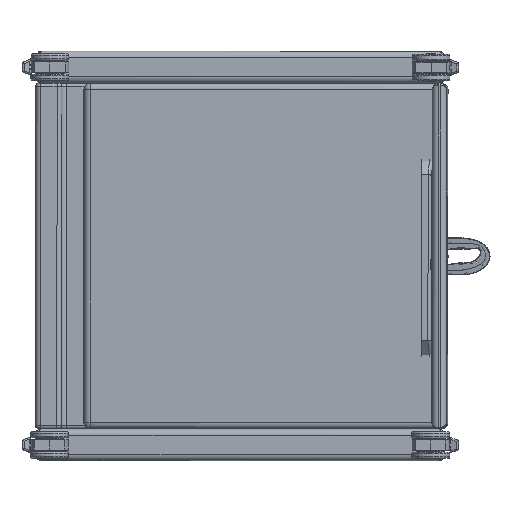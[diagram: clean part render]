
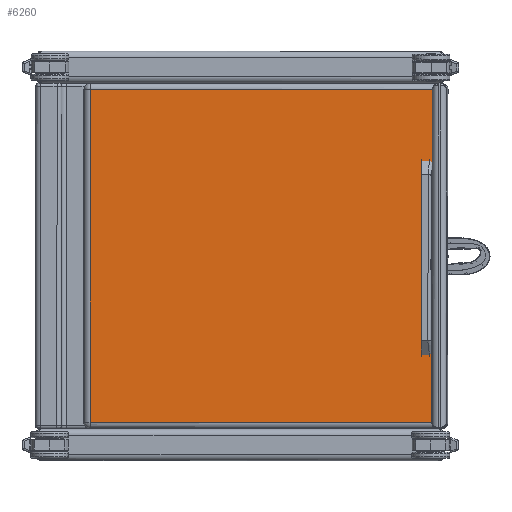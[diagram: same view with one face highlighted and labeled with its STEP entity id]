
A CAD part, front view. The second image highlights one B-rep face of the part: STEP entity #6260.
In plain terms, the highlighted face is planar.
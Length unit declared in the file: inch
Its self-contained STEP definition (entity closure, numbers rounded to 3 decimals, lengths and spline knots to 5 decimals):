
#278=B_SPLINE_CURVE_WITH_KNOTS('',3,(#12210,#12211,#12212,#12213,#12214,
#12215,#12216),.UNSPECIFIED.,.F.,.F.,(4,1,1,1,4),(0.00705,23.5929,
25.95149,28.31007,66.04744),.UNSPECIFIED.);
#488=PLANE('',#7053);
#698=LINE('',#12187,#1036);
#701=LINE('',#12206,#1039);
#702=LINE('',#12217,#1040);
#1036=VECTOR('',#8456,0.3937);
#1039=VECTOR('',#8483,0.3937);
#1040=VECTOR('',#8488,0.3937);
#1599=FACE_OUTER_BOUND('',#2042,.T.);
#2042=EDGE_LOOP('',(#5079,#5080,#5081,#5082));
#2999=VERTEX_POINT('',#12182);
#3000=VERTEX_POINT('',#12185);
#3004=VERTEX_POINT('',#12205);
#3005=VERTEX_POINT('',#12209);
#3734=EDGE_CURVE('',#3000,#2999,#698,.T.);
#3743=EDGE_CURVE('',#2999,#3004,#701,.T.);
#3745=EDGE_CURVE('',#3005,#3000,#278,.T.);
#3746=EDGE_CURVE('',#3004,#3005,#702,.T.);
#5079=ORIENTED_EDGE('',*,*,#3734,.F.);
#5080=ORIENTED_EDGE('',*,*,#3745,.F.);
#5081=ORIENTED_EDGE('',*,*,#3746,.F.);
#5082=ORIENTED_EDGE('',*,*,#3743,.F.);
#6260=ADVANCED_FACE('',(#1599),#488,.T.);
#7053=AXIS2_PLACEMENT_3D('',#12208,#8486,#8487);
#8456=DIRECTION('',(1.,0.,0.));
#8483=DIRECTION('',(0.,1.,0.));
#8486=DIRECTION('center_axis',(0.,0.,-1.));
#8487=DIRECTION('ref_axis',(-1.,0.,0.));
#8488=DIRECTION('',(-1.,0.,0.));
#12182=CARTESIAN_POINT('',(13.625,-12.875,-2.5));
#12185=CARTESIAN_POINT('',(-13.73644,-12.875,-2.5));
#12187=CARTESIAN_POINT('',(-7.0625,-12.875,-2.5));
#12205=CARTESIAN_POINT('',(13.625,13.125,-2.5));
#12206=CARTESIAN_POINT('',(13.625,-6.5625,-2.5));
#12208=CARTESIAN_POINT('Origin',(0.,0.,-2.5));
#12209=CARTESIAN_POINT('',(-13.73783,13.125,-2.5));
#12210=CARTESIAN_POINT('Ctrl Pts',(-13.73783,13.125,-2.5));
#12211=CARTESIAN_POINT('Ctrl Pts',(-13.72057,10.02979,-2.5));
#12212=CARTESIAN_POINT('Ctrl Pts',(-13.70576,6.62504,-2.5));
#12213=CARTESIAN_POINT('Ctrl Pts',(-13.69962,2.91073,-2.5));
#12214=CARTESIAN_POINT('Ctrl Pts',(-13.69192,-2.66073,
-2.5));
#12215=CARTESIAN_POINT('Ctrl Pts',(-13.70915,-7.92266,
-2.5));
#12216=CARTESIAN_POINT('Ctrl Pts',(-13.73644,-12.875,
-2.5));
#12217=CARTESIAN_POINT('',(7.0625,13.125,-2.5));
